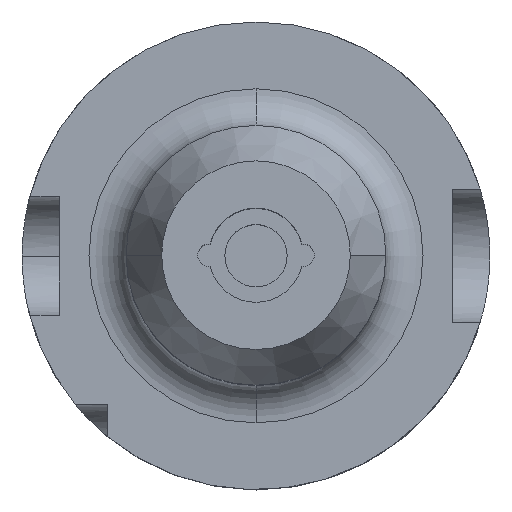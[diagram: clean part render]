
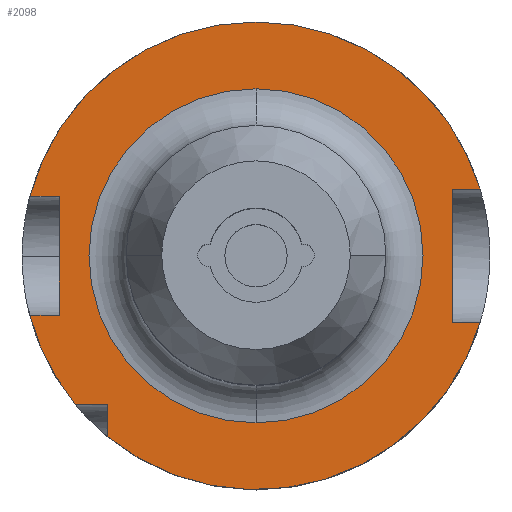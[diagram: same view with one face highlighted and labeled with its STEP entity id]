
A CAD part, top view. The second image highlights one B-rep face of the part: STEP entity #2098.
In plain terms, the highlighted planar face has unit normal (0, 0, 1).
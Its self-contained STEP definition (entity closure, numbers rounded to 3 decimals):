
#5 = DIRECTION ( 'NONE',  ( 0., 0., -1. ) ) ;
#19 = VECTOR ( 'NONE', #2328, 1000. ) ;
#34 = AXIS2_PLACEMENT_3D ( 'NONE', #928, #3187, #1254 ) ;
#41 = DIRECTION ( 'NONE',  ( 0., -1., 0. ) ) ;
#57 = EDGE_LOOP ( 'NONE', ( #2701, #3791 ) ) ;
#173 = EDGE_CURVE ( 'NONE', #3391, #1600, #960, .T. ) ;
#200 = LINE ( 'NONE', #1467, #761 ) ;
#215 = CARTESIAN_POINT ( 'NONE',  ( 0., 8., 26. ) ) ;
#251 = CARTESIAN_POINT ( 'NONE',  ( -20., -20., 26. ) ) ;
#257 = ORIENTED_EDGE ( 'NONE', *, *, #2792, .F. ) ;
#263 = EDGE_LOOP ( 'NONE', ( #2920, #372, #306, #3270, #3973, #2621, #650, #257, #3122, #2864, #4010, #1460 ) ) ;
#265 = DIRECTION ( 'NONE',  ( 0., 0., -1. ) ) ;
#306 = ORIENTED_EDGE ( 'NONE', *, *, #2656, .F. ) ;
#372 = ORIENTED_EDGE ( 'NONE', *, *, #2649, .F. ) ;
#379 = VECTOR ( 'NONE', #1133, 1000. ) ;
#386 = CARTESIAN_POINT ( 'NONE',  ( 26.5, 17.5, 26. ) ) ;
#403 = EDGE_CURVE ( 'NONE', #3629, #2901, #2789, .T. ) ;
#420 = LINE ( 'NONE', #386, #1973 ) ;
#454 = VERTEX_POINT ( 'NONE', #582 ) ;
#482 = CARTESIAN_POINT ( 'NONE',  ( 0., 17.5, 26. ) ) ;
#485 = CARTESIAN_POINT ( 'NONE',  ( 0., 0., 26. ) ) ;
#553 = CARTESIAN_POINT ( 'NONE',  ( -20., -24.336, 26. ) ) ;
#582 = CARTESIAN_POINT ( 'NONE',  ( 30.187, -9., 26. ) ) ;
#650 = ORIENTED_EDGE ( 'NONE', *, *, #925, .F. ) ;
#694 = CIRCLE ( 'NONE', #34, 31.5 ) ;
#695 = DIRECTION ( 'NONE',  ( 0., 1., 0. ) ) ;
#703 = VERTEX_POINT ( 'NONE', #2045 ) ;
#709 = AXIS2_PLACEMENT_3D ( 'NONE', #482, #3030, #2436 ) ;
#725 = LINE ( 'NONE', #1019, #4203 ) ;
#747 = CARTESIAN_POINT ( 'NONE',  ( 26.5, 9., 26. ) ) ;
#761 = VECTOR ( 'NONE', #1116, 1000. ) ;
#824 = DIRECTION ( 'NONE',  ( 0., 1., 0. ) ) ;
#863 = AXIS2_PLACEMENT_3D ( 'NONE', #3490, #1893, #881 ) ;
#866 = VERTEX_POINT ( 'NONE', #3172 ) ;
#881 = DIRECTION ( 'NONE',  ( 0., -1., 0. ) ) ;
#925 = EDGE_CURVE ( 'NONE', #1874, #4188, #694, .T. ) ;
#928 = CARTESIAN_POINT ( 'NONE',  ( 0., 0., 26. ) ) ;
#938 = FACE_BOUND ( 'NONE', #57, .T. ) ;
#941 = CARTESIAN_POINT ( 'NONE',  ( 0., 0., 26. ) ) ;
#945 = CARTESIAN_POINT ( 'NONE',  ( 0., 31.5, 26. ) ) ;
#960 = CIRCLE ( 'NONE', #863, 22.5 ) ;
#992 = CIRCLE ( 'NONE', #3595, 31.5 ) ;
#1019 = CARTESIAN_POINT ( 'NONE',  ( 0., -8., 26. ) ) ;
#1116 = DIRECTION ( 'NONE',  ( 0., 1., 0. ) ) ;
#1133 = DIRECTION ( 'NONE',  ( -1., 0., 0. ) ) ;
#1135 = VERTEX_POINT ( 'NONE', #553 ) ;
#1238 = AXIS2_PLACEMENT_3D ( 'NONE', #3940, #5, #695 ) ;
#1254 = DIRECTION ( 'NONE',  ( 0., 1., 0. ) ) ;
#1277 = EDGE_CURVE ( 'NONE', #3839, #4196, #4212, .T. ) ;
#1460 = ORIENTED_EDGE ( 'NONE', *, *, #1277, .F. ) ;
#1465 = CARTESIAN_POINT ( 'NONE',  ( -26.5, 8., 26. ) ) ;
#1467 = CARTESIAN_POINT ( 'NONE',  ( -20., 17.5, 26. ) ) ;
#1482 = DIRECTION ( 'NONE',  ( 0., 1., 0. ) ) ;
#1552 = AXIS2_PLACEMENT_3D ( 'NONE', #485, #1830, #1482 ) ;
#1591 = EDGE_CURVE ( 'NONE', #4196, #866, #725, .T. ) ;
#1600 = VERTEX_POINT ( 'NONE', #2335 ) ;
#1607 = CARTESIAN_POINT ( 'NONE',  ( 30.187, 9., 26. ) ) ;
#1743 = DIRECTION ( 'NONE',  ( 1., 0., 0. ) ) ;
#1761 = LINE ( 'NONE', #2714, #379 ) ;
#1830 = DIRECTION ( 'NONE',  ( 0., 0., -1. ) ) ;
#1844 = DIRECTION ( 'NONE',  ( -1., 0., 0. ) ) ;
#1874 = VERTEX_POINT ( 'NONE', #945 ) ;
#1893 = DIRECTION ( 'NONE',  ( 0., 0., -1. ) ) ;
#1921 = DIRECTION ( 'NONE',  ( 0., 1., 0. ) ) ;
#1973 = VECTOR ( 'NONE', #2669, 1000. ) ;
#2023 = EDGE_CURVE ( 'NONE', #4067, #3839, #1761, .T. ) ;
#2027 = VERTEX_POINT ( 'NONE', #747 ) ;
#2045 = CARTESIAN_POINT ( 'NONE',  ( 26.5, -9., 26. ) ) ;
#2066 = VECTOR ( 'NONE', #824, 1000. ) ;
#2098 = ADVANCED_FACE ( 'NONE', ( #938, #2976 ), #3999, .T. ) ;
#2174 = CARTESIAN_POINT ( 'NONE',  ( -24.336, -20., 26. ) ) ;
#2328 = DIRECTION ( 'NONE',  ( -1., 0., 0. ) ) ;
#2335 = CARTESIAN_POINT ( 'NONE',  ( 0., 22.5, 26. ) ) ;
#2338 = LINE ( 'NONE', #3226, #2624 ) ;
#2346 = DIRECTION ( 'NONE',  ( 0., 0., -1. ) ) ;
#2392 = EDGE_CURVE ( 'NONE', #1600, #3391, #2762, .T. ) ;
#2436 = DIRECTION ( 'NONE',  ( 0., -1., 0. ) ) ;
#2543 = CARTESIAN_POINT ( 'NONE',  ( -30.467, -8., 26. ) ) ;
#2621 = ORIENTED_EDGE ( 'NONE', *, *, #2746, .T. ) ;
#2624 = VECTOR ( 'NONE', #4172, 1000. ) ;
#2649 = EDGE_CURVE ( 'NONE', #1135, #4067, #200, .T. ) ;
#2656 = EDGE_CURVE ( 'NONE', #454, #1135, #3773, .T. ) ;
#2669 = DIRECTION ( 'NONE',  ( 0., 1., 0. ) ) ;
#2672 = EDGE_CURVE ( 'NONE', #866, #3629, #4019, .T. ) ;
#2701 = ORIENTED_EDGE ( 'NONE', *, *, #173, .T. ) ;
#2714 = CARTESIAN_POINT ( 'NONE',  ( 0., -20., 26. ) ) ;
#2746 = EDGE_CURVE ( 'NONE', #2027, #4188, #2338, .T. ) ;
#2762 = CIRCLE ( 'NONE', #2764, 22.5 ) ;
#2764 = AXIS2_PLACEMENT_3D ( 'NONE', #2942, #2346, #41 ) ;
#2789 = LINE ( 'NONE', #215, #3867 ) ;
#2792 = EDGE_CURVE ( 'NONE', #2901, #1874, #992, .T. ) ;
#2833 = EDGE_CURVE ( 'NONE', #703, #2027, #420, .T. ) ;
#2861 = EDGE_CURVE ( 'NONE', #454, #703, #2928, .T. ) ;
#2864 = ORIENTED_EDGE ( 'NONE', *, *, #2672, .F. ) ;
#2901 = VERTEX_POINT ( 'NONE', #3315 ) ;
#2920 = ORIENTED_EDGE ( 'NONE', *, *, #2023, .F. ) ;
#2928 = LINE ( 'NONE', #2986, #19 ) ;
#2942 = CARTESIAN_POINT ( 'NONE',  ( 0., 0., 26. ) ) ;
#2976 = FACE_OUTER_BOUND ( 'NONE', #263, .T. ) ;
#2986 = CARTESIAN_POINT ( 'NONE',  ( 0., -9., 26. ) ) ;
#3030 = DIRECTION ( 'NONE',  ( 0., 0., 1. ) ) ;
#3122 = ORIENTED_EDGE ( 'NONE', *, *, #403, .F. ) ;
#3172 = CARTESIAN_POINT ( 'NONE',  ( -26.5, -8., 26. ) ) ;
#3187 = DIRECTION ( 'NONE',  ( 0., 0., -1. ) ) ;
#3226 = CARTESIAN_POINT ( 'NONE',  ( 0., 9., 26. ) ) ;
#3232 = CARTESIAN_POINT ( 'NONE',  ( 0., -22.5, 26. ) ) ;
#3270 = ORIENTED_EDGE ( 'NONE', *, *, #2861, .T. ) ;
#3315 = CARTESIAN_POINT ( 'NONE',  ( -30.467, 8., 26. ) ) ;
#3391 = VERTEX_POINT ( 'NONE', #3232 ) ;
#3490 = CARTESIAN_POINT ( 'NONE',  ( 0., 0., 26. ) ) ;
#3595 = AXIS2_PLACEMENT_3D ( 'NONE', #941, #265, #1921 ) ;
#3629 = VERTEX_POINT ( 'NONE', #1465 ) ;
#3718 = CARTESIAN_POINT ( 'NONE',  ( -26.5, 17.5, 26. ) ) ;
#3773 = CIRCLE ( 'NONE', #1552, 31.5 ) ;
#3791 = ORIENTED_EDGE ( 'NONE', *, *, #2392, .T. ) ;
#3839 = VERTEX_POINT ( 'NONE', #2174 ) ;
#3867 = VECTOR ( 'NONE', #1844, 1000. ) ;
#3940 = CARTESIAN_POINT ( 'NONE',  ( 0., 0., 26. ) ) ;
#3973 = ORIENTED_EDGE ( 'NONE', *, *, #2833, .T. ) ;
#3999 = PLANE ( 'NONE',  #709 ) ;
#4010 = ORIENTED_EDGE ( 'NONE', *, *, #1591, .F. ) ;
#4019 = LINE ( 'NONE', #3718, #2066 ) ;
#4067 = VERTEX_POINT ( 'NONE', #251 ) ;
#4172 = DIRECTION ( 'NONE',  ( 1., 0., 0. ) ) ;
#4188 = VERTEX_POINT ( 'NONE', #1607 ) ;
#4196 = VERTEX_POINT ( 'NONE', #2543 ) ;
#4203 = VECTOR ( 'NONE', #1743, 1000. ) ;
#4212 = CIRCLE ( 'NONE', #1238, 31.5 ) ;
